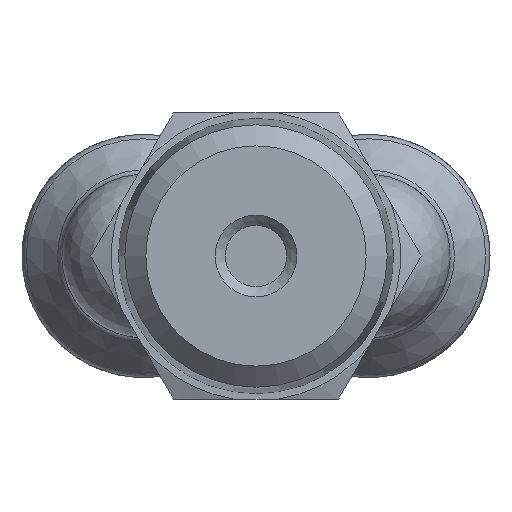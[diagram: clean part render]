
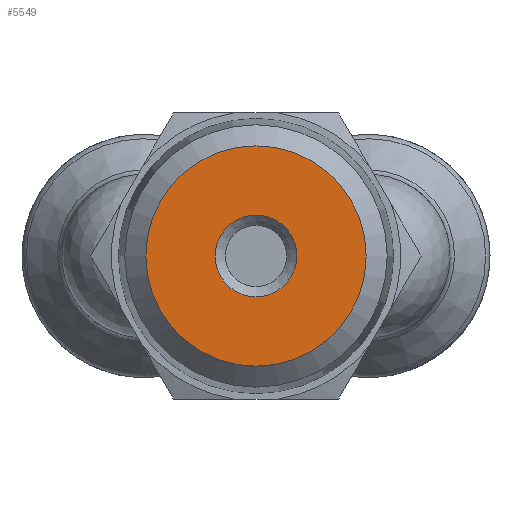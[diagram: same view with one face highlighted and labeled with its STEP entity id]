
A CAD part, front view. The second image highlights one B-rep face of the part: STEP entity #5549.
In plain terms, the highlighted face is planar.
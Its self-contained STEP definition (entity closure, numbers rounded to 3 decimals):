
#5518=CARTESIAN_POINT('',(-29.8,0.,-2.0));
#5519=VERTEX_POINT('',#5518);
#5520=CARTESIAN_POINT('',(-29.8,0.,0.0));
#5521=DIRECTION('',(-1.0,0.0,0.0));
#5522=DIRECTION('',(0.0,0.0,1.0));
#5523=AXIS2_PLACEMENT_3D('',#5520,#5521,#5522);
#5524=CIRCLE('',#5523,2.0);
#5525=EDGE_CURVE('',#5519,#5519,#5524,.T.);
#5530=CARTESIAN_POINT('',(-29.8,3.195,0.0));
#5531=DIRECTION('',(-1.0,0.0,0.0));
#5532=DIRECTION('',(0.0,0.0,1.0));
#5533=AXIS2_PLACEMENT_3D('',#5530,#5531,#5532);
#5534=PLANE('',#5533);
#5535=CARTESIAN_POINT('',(-29.8,5.39,0.));
#5536=VERTEX_POINT('',#5535);
#5537=CARTESIAN_POINT('',(-29.8,0.,0.0));
#5538=DIRECTION('',(1.0,0.0,0.0));
#5539=DIRECTION('',(0.0,-1.0,0.0));
#5540=AXIS2_PLACEMENT_3D('',#5537,#5538,#5539);
#5541=CIRCLE('',#5540,5.391);
#5542=EDGE_CURVE('',#5536,#5536,#5541,.T.);
#5543=ORIENTED_EDGE('',*,*,#5542,.F.);
#5544=EDGE_LOOP('',(#5543));
#5545=FACE_OUTER_BOUND('',#5544,.T.);
#5546=ORIENTED_EDGE('',*,*,#5525,.F.);
#5547=EDGE_LOOP('',(#5546));
#5548=FACE_BOUND('',#5547,.T.);
#5549=ADVANCED_FACE('',(#5545,#5548),#5534,.T.);
